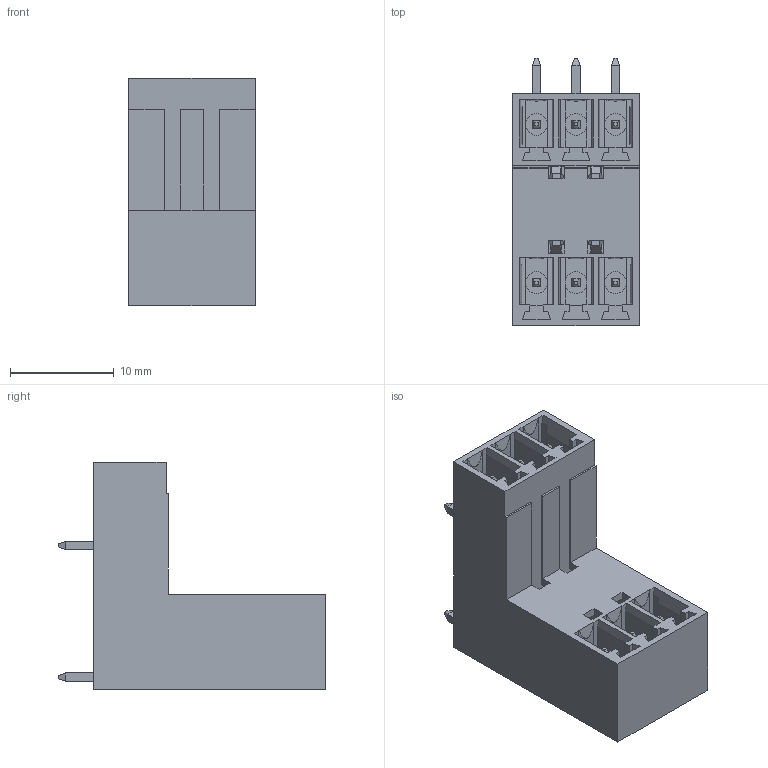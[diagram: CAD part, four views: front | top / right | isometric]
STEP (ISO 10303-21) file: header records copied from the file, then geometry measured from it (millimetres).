
FILE_DESCRIPTION( ( 'Unknown' ), '1' );
FILE_NAME( '691356310006B.stp', 'Unknown', ( 'Unknown' ), ( 'Unknown' ), 'PSStep 19.0.9', 'Unknown', ' ' );
FILE_SCHEMA( ( 'AUTOMOTIVE_DESIGN { 1 0 10303 214 1 1 1 1 }' ) );
Length unit declared in the file: millimetre
Products named in the file (5): Assem1; 691356310006B; 691356310006B_CAPOT; 6913563100xxB_PIN; 6913563100xxB_PIN LONGUE
Assembly tree (8 placements, depth 2):
  Assem1
    691356310006B
    691356310006B_CAPOT
    6913563100xxB_PIN  x3
    6913563100xxB_PIN LONGUE  x3
Bounding box: 12.22 x 25.8 x 21.9 mm (x, y, z)
Volume: 1690.1 mm3; surface area: 4640.7 mm2
Topology: 8 solids, 8 shells, 452 faces, 1204 edges, 770 vertices
Faces by surface type: plane 434, cylinder 18
Full cylindrical faces by diameter (mm): 2.1 x6
Entity records: 15110 total; most frequent: CARTESIAN_POINT 2125, ORIENTED_EDGE 2100, DIRECTION 1870, EDGE_CURVE 1050, LINE 1016, VECTOR 1016, VERTEX_POINT 682, AXIS2_PLACEMENT_3D 427
